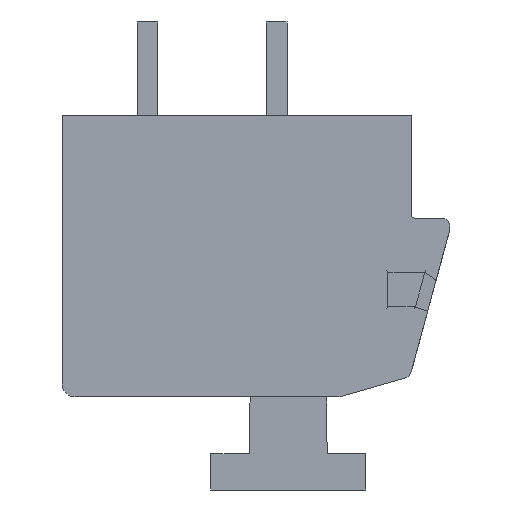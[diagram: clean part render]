
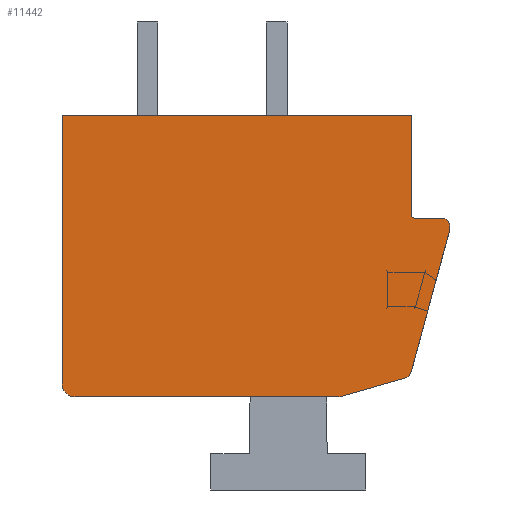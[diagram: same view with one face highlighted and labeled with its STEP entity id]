
A CAD part, front view. The second image highlights one B-rep face of the part: STEP entity #11442.
In plain terms, the highlighted planar face has unit normal (0, -1, 0).
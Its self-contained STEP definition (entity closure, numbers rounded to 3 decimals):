
#1=CARTESIAN_POINT('',(7.2,-93.75,1.15));
#2=DIRECTION('',(0.,-1.,0.));
#3=DIRECTION('',(1.,0.,0.));
#4=AXIS2_PLACEMENT_3D('',#1,#2,#3);
#6=DIRECTION('',(0.,0.,-1.));
#7=VECTOR('',#6,0.119);
#8=CARTESIAN_POINT('',(7.5,-93.75,1.15));
#9=LINE('',#8,#7);
#10=DIRECTION('',(0.262,0.,0.965));
#11=VECTOR('',#10,5.739);
#12=CARTESIAN_POINT('',(5.994,-93.75,-4.507));
#13=LINE('',#12,#11);
#14=CARTESIAN_POINT('',(5.705,-93.75,-4.428));
#15=DIRECTION('',(0.,-1.,0.));
#16=DIRECTION('',(0.274,0.,-0.962));
#17=AXIS2_PLACEMENT_3D('',#14,#15,#16);
#19=DIRECTION('',(0.962,0.,0.274));
#20=VECTOR('',#19,2.679);
#21=CARTESIAN_POINT('',(3.21,-93.75,-5.45));
#22=LINE('',#21,#20);
#23=DIRECTION('',(-1.,0.,0.));
#24=VECTOR('',#23,10.21);
#25=CARTESIAN_POINT('',(3.21,-93.75,-5.45));
#26=LINE('',#25,#24);
#27=CARTESIAN_POINT('',(-7.,-93.75,-4.95));
#28=DIRECTION('',(0.,-1.,0.));
#29=DIRECTION('',(-1.,0.,0.));
#30=AXIS2_PLACEMENT_3D('',#27,#28,#29);
#32=DIRECTION('',(0.,0.,1.));
#33=VECTOR('',#32,10.4);
#34=CARTESIAN_POINT('',(-7.5,-93.75,-4.95));
#35=LINE('',#34,#33);
#36=DIRECTION('',(1.,0.,0.));
#37=VECTOR('',#36,13.5);
#38=CARTESIAN_POINT('',(-7.5,-93.75,5.45));
#39=LINE('',#38,#37);
#40=DIRECTION('',(0.,0.,-1.));
#41=VECTOR('',#40,3.85);
#42=CARTESIAN_POINT('',(6.,-93.75,5.45));
#43=LINE('',#42,#41);
#44=DIRECTION('',(1.,0.,0.));
#45=VECTOR('',#44,1.05);
#46=CARTESIAN_POINT('',(6.15,-93.75,1.45));
#47=LINE('',#46,#45);
#60=CARTESIAN_POINT('',(6.15,-93.75,1.6));
#61=DIRECTION('',(0.,1.,0.));
#62=DIRECTION('',(0.,0.,-1.));
#63=AXIS2_PLACEMENT_3D('',#60,#61,#62);
#9121=CARTESIAN_POINT('',(-7.5,-93.75,5.45));
#9122=CARTESIAN_POINT('',(6.,-93.75,5.45));
#9123=VERTEX_POINT('',#9121);
#9124=VERTEX_POINT('',#9122);
#9125=CARTESIAN_POINT('',(6.,-93.75,1.6));
#9126=VERTEX_POINT('',#9125);
#9127=CARTESIAN_POINT('',(6.15,-93.75,1.45));
#9128=VERTEX_POINT('',#9127);
#9129=CARTESIAN_POINT('',(7.5,-93.75,1.15));
#9130=CARTESIAN_POINT('',(7.2,-93.75,1.45));
#9131=VERTEX_POINT('',#9129);
#9132=VERTEX_POINT('',#9130);
#9133=CARTESIAN_POINT('',(5.787,-93.75,-4.716));
#9134=CARTESIAN_POINT('',(5.994,-93.75,-4.507));
#9135=VERTEX_POINT('',#9133);
#9136=VERTEX_POINT('',#9134);
#9137=CARTESIAN_POINT('',(-7.5,-93.75,-4.95));
#9138=CARTESIAN_POINT('',(-7.,-93.75,-5.45));
#9139=VERTEX_POINT('',#9137);
#9140=VERTEX_POINT('',#9138);
#9141=CARTESIAN_POINT('',(3.21,-93.75,-5.45));
#9142=VERTEX_POINT('',#9141);
#9143=CARTESIAN_POINT('',(7.5,-93.75,1.031));
#9144=VERTEX_POINT('',#9143);
#11411=CARTESIAN_POINT('',(0.,-93.75,0.));
#11412=DIRECTION('',(0.,1.,0.));
#11413=DIRECTION('',(1.,0.,0.));
#11414=AXIS2_PLACEMENT_3D('',#11411,#11412,#11413);
#11415=PLANE('',#11414);
#11417=ORIENTED_EDGE('',*,*,#11416,.F.);
#11419=ORIENTED_EDGE('',*,*,#11418,.T.);
#11421=ORIENTED_EDGE('',*,*,#11420,.F.);
#11423=ORIENTED_EDGE('',*,*,#11422,.F.);
#11425=ORIENTED_EDGE('',*,*,#11424,.F.);
#11427=ORIENTED_EDGE('',*,*,#11426,.T.);
#11429=ORIENTED_EDGE('',*,*,#11428,.F.);
#11431=ORIENTED_EDGE('',*,*,#11430,.T.);
#11433=ORIENTED_EDGE('',*,*,#11432,.T.);
#11435=ORIENTED_EDGE('',*,*,#11434,.T.);
#11437=ORIENTED_EDGE('',*,*,#11436,.F.);
#11439=ORIENTED_EDGE('',*,*,#11438,.T.);
#11440=EDGE_LOOP('',(#11417,#11419,#11421,#11423,#11425,#11427,#11429,#11431,
#11433,#11435,#11437,#11439));
#11441=FACE_OUTER_BOUND('',#11440,.F.);
#11442=ADVANCED_FACE('',(#11441),#11415,.F.);
#5=CIRCLE('',#4,0.3);
#18=CIRCLE('',#17,0.3);
#31=CIRCLE('',#30,0.5);
#64=CIRCLE('',#63,0.15);
#11416=EDGE_CURVE('',#9131,#9132,#5,.T.);
#11418=EDGE_CURVE('',#9131,#9144,#9,.T.);
#11420=EDGE_CURVE('',#9136,#9144,#13,.T.);
#11422=EDGE_CURVE('',#9135,#9136,#18,.T.);
#11424=EDGE_CURVE('',#9142,#9135,#22,.T.);
#11426=EDGE_CURVE('',#9142,#9140,#26,.T.);
#11428=EDGE_CURVE('',#9139,#9140,#31,.T.);
#11430=EDGE_CURVE('',#9139,#9123,#35,.T.);
#11432=EDGE_CURVE('',#9123,#9124,#39,.T.);
#11434=EDGE_CURVE('',#9124,#9126,#43,.T.);
#11436=EDGE_CURVE('',#9128,#9126,#64,.T.);
#11438=EDGE_CURVE('',#9128,#9132,#47,.T.);
